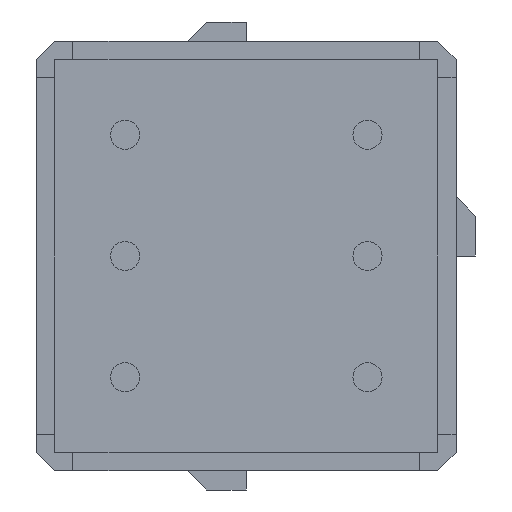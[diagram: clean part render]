
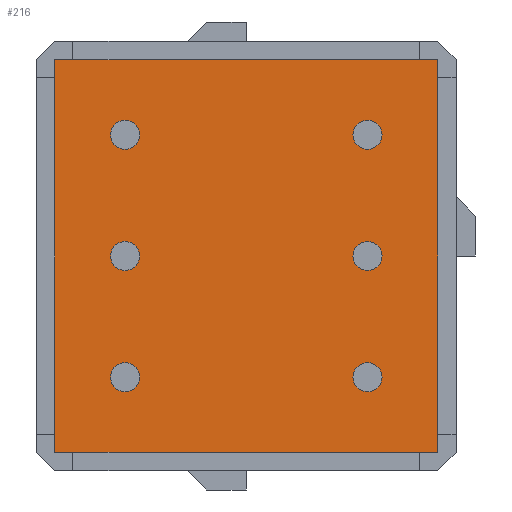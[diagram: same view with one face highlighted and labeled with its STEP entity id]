
A CAD part, front view. The second image highlights one B-rep face of the part: STEP entity #216.
In plain terms, the highlighted planar face has unit normal (0, -1, 0).
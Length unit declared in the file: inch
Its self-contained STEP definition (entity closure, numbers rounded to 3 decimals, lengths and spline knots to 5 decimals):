
#216 = ADVANCED_FACE( '', ( #463 ), #464, .F. );
#463 = FACE_OUTER_BOUND( '', #764, .T. );
#464 = PLANE( '', #765 );
#764 = EDGE_LOOP( '', ( #1214, #1215, #1216, #1217 ) );
#765 = AXIS2_PLACEMENT_3D( '', #1218, #1219, #1220 );
#1214 = ORIENTED_EDGE( '', *, *, #1909, .F. );
#1215 = ORIENTED_EDGE( '', *, *, #1910, .F. );
#1216 = ORIENTED_EDGE( '', *, *, #1911, .F. );
#1217 = ORIENTED_EDGE( '', *, *, #1912, .F. );
#1218 = CARTESIAN_POINT( '', ( 0., -0.303, 0. ) );
#1219 = DIRECTION( '', ( 0., 1., 0. ) );
#1220 = DIRECTION( '', ( 0., 0., 1. ) );
#1909 = EDGE_CURVE( '', #2294, #2295, #2296, .T. );
#1910 = EDGE_CURVE( '', #2297, #2294, #2298, .T. );
#1911 = EDGE_CURVE( '', #2299, #2297, #2300, .T. );
#1912 = EDGE_CURVE( '', #2295, #2299, #2301, .T. );
#2294 = VERTEX_POINT( '', #2826 );
#2295 = VERTEX_POINT( '', #2827 );
#2296 = LINE( '', #2828, #2829 );
#2297 = VERTEX_POINT( '', #2830 );
#2298 = LINE( '', #2831, #2832 );
#2299 = VERTEX_POINT( '', #2833 );
#2300 = LINE( '', #2834, #2835 );
#2301 = LINE( '', #2836, #2837 );
#2826 = CARTESIAN_POINT( '', ( 0.158, -0.303, -0.162 ) );
#2827 = CARTESIAN_POINT( '', ( -0.158, -0.303, -0.162 ) );
#2828 = CARTESIAN_POINT( '', ( 0.158, -0.303, -0.162 ) );
#2829 = VECTOR( '', #3278, 39.37008 );
#2830 = CARTESIAN_POINT( '', ( 0.158, -0.303, 0.162 ) );
#2831 = CARTESIAN_POINT( '', ( 0.158, -0.303, 0.162 ) );
#2832 = VECTOR( '', #3279, 39.37008 );
#2833 = CARTESIAN_POINT( '', ( -0.158, -0.303, 0.162 ) );
#2834 = CARTESIAN_POINT( '', ( -0.158, -0.303, 0.162 ) );
#2835 = VECTOR( '', #3280, 39.37008 );
#2836 = CARTESIAN_POINT( '', ( -0.158, -0.303, -0.162 ) );
#2837 = VECTOR( '', #3281, 39.37008 );
#3278 = DIRECTION( '', ( -1., 0., 0. ) );
#3279 = DIRECTION( '', ( 0., 0., -1. ) );
#3280 = DIRECTION( '', ( 1., 0., 0. ) );
#3281 = DIRECTION( '', ( 0., 0., 1. ) );
